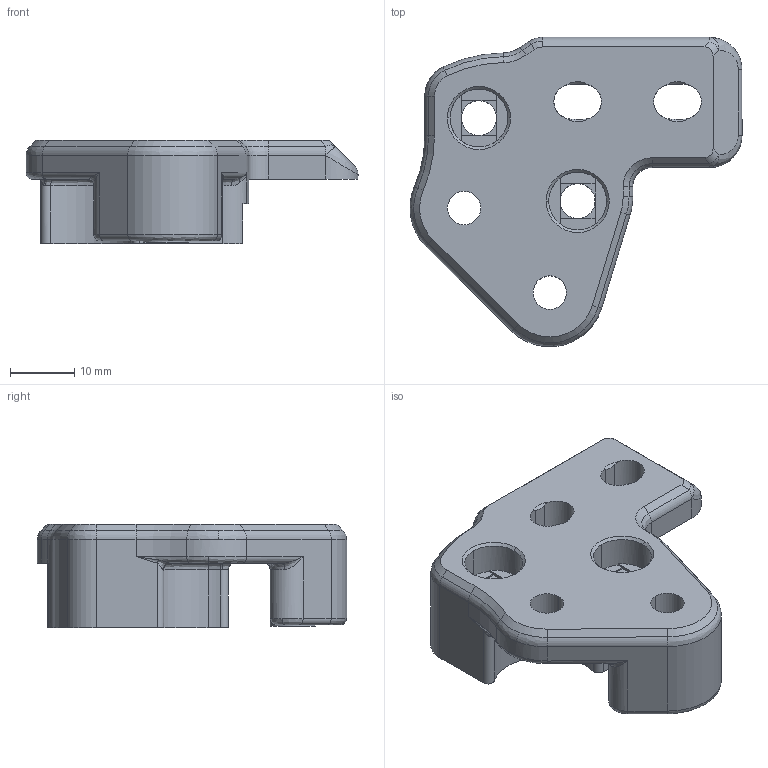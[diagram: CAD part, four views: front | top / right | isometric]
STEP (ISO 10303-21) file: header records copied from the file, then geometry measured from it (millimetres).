
FILE_DESCRIPTION (( 'STEP AP203' ), '1' );
FILE_NAME ('xy_joint_left_upper_MGN12 - CF.STEP', '2022-05-17T10:46:56', ( '' ), ( '' ), 'SwSTEP 2.0', 'SolidWorks 2022', '' );
FILE_SCHEMA (( 'CONFIG_CONTROL_DESIGN' ));
Length unit declared in the file: millimetre
Products named in the file (1): xy_joint_left_upper_MGN12 - CF
Bounding box: 51.52 x 48 x 16 mm (x, y, z)
Volume: 13426.9 mm3; surface area: 6582.8 mm2
Topology: 1 solids, 1 shells, 171 faces, 431 edges, 259 vertices
Faces by surface type: cylinder 59, plane 55, bspline 38, cone 18, torus 1
Entity records: 6270 total; most frequent: CARTESIAN_POINT 2240, ORIENTED_EDGE 856, DIRECTION 806, EDGE_CURVE 428, AXIS2_PLACEMENT_3D 308, VERTEX_POINT 259, VECTOR 190, LINE 190
